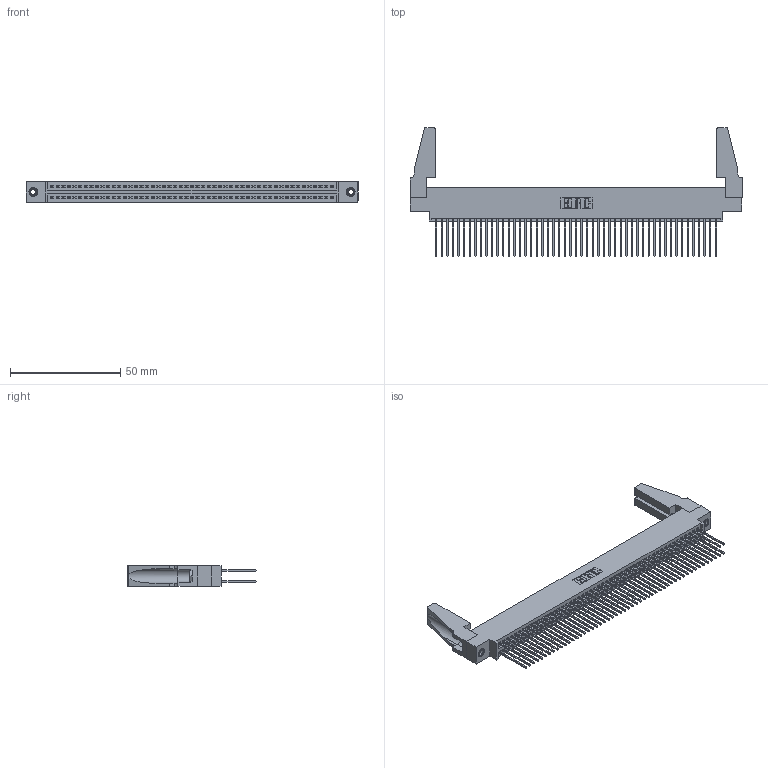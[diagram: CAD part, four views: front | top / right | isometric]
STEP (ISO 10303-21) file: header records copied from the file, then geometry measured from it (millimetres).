
FILE_DESCRIPTION (( 'STEP AP203' ), '1' );
FILE_NAME ('345-102-542-888.STEP', '2019-11-03T08:24:40', ( '' ), ( '' ), 'SwSTEP 2.0', 'SolidWorks 2016', '' );
FILE_SCHEMA (( 'CONFIG_CONTROL_DESIGN' ));
Length unit declared in the file: inch
Products named in the file (5): 345-292-001_345-293-142; 345-220-078_345-220-088; 345-250-001_345-250-001-102; 345 Part_0.170 Offset - 0.156 Dia-TH; 345-102-542-888
Assembly tree (107 placements, depth 2):
  345-102-542-888
    345 Part_0.170 Offset - 0.156 Dia-TH
    345-292-001_345-293-142  x102
    345-250-001_345-250-001-102  x2
    345-220-078_345-220-088  x2
Bounding box: 150.77 x 58.47 x 9.4 mm (x, y, z)
Volume: 18344.5 mm3; surface area: 27970.5 mm2
Topology: 107 solids, 107 shells, 5354 faces, 15865 edges, 10430 vertices
Faces by surface type: plane 3522, cylinder 1816, cone 12, torus 4
Entity records: 41102 total; most frequent: CARTESIAN_POINT 6878, ORIENTED_EDGE 6772, DIRECTION 6058, EDGE_CURVE 3386, VECTOR 3008, LINE 3008, VERTEX_POINT 2250, AXIS2_PLACEMENT_3D 1525
